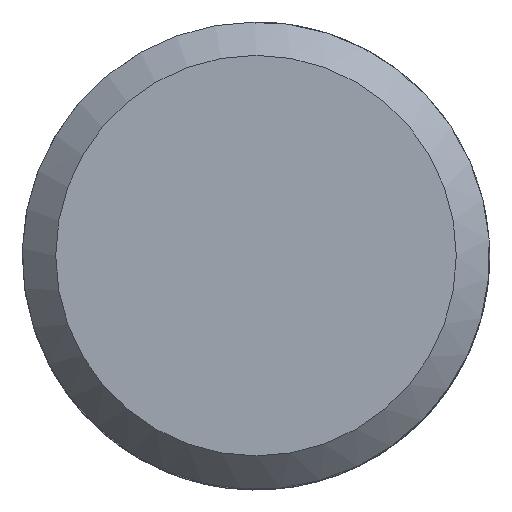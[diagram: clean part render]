
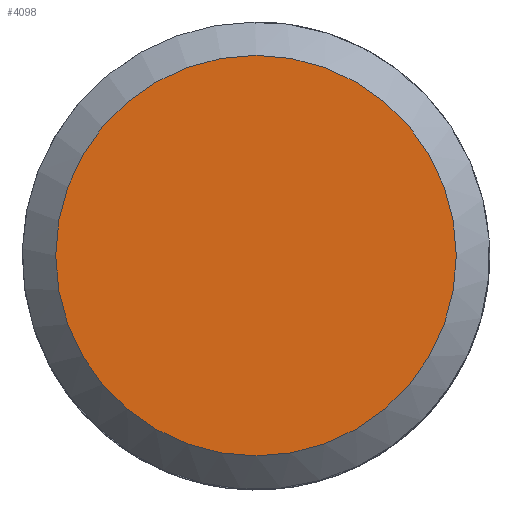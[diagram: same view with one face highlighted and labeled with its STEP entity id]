
A CAD part, top view. The second image highlights one B-rep face of the part: STEP entity #4098.
In plain terms, the highlighted planar face has unit normal (0, 0, 1).
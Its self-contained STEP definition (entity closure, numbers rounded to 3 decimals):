
#4024 = VERTEX_POINT('',#4025);
#4025 = CARTESIAN_POINT('',(0.,3.,6.5));
#4031 = EDGE_CURVE('',#4024,#4024,#4032,.T.);
#4032 = CIRCLE('',#4033,3.);
#4033 = AXIS2_PLACEMENT_3D('',#4034,#4035,#4036);
#4034 = CARTESIAN_POINT('',(0.,0.,6.5));
#4035 = DIRECTION('',(0.,-0.,1.));
#4036 = DIRECTION('',(0.,1.,0.));
#4098 = ADVANCED_FACE('',(#4099),#4102,.T.);
#4099 = FACE_BOUND('',#4100,.T.);
#4100 = EDGE_LOOP('',(#4101));
#4101 = ORIENTED_EDGE('',*,*,#4031,.T.);
#4102 = PLANE('',#4103);
#4103 = AXIS2_PLACEMENT_3D('',#4104,#4105,#4106);
#4104 = CARTESIAN_POINT('',(0.,0.,6.5));
#4105 = DIRECTION('',(0.,0.,1.));
#4106 = DIRECTION('',(1.,0.,0.));
